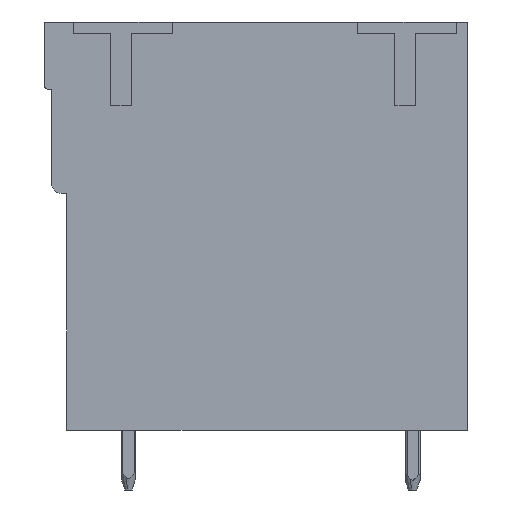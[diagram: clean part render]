
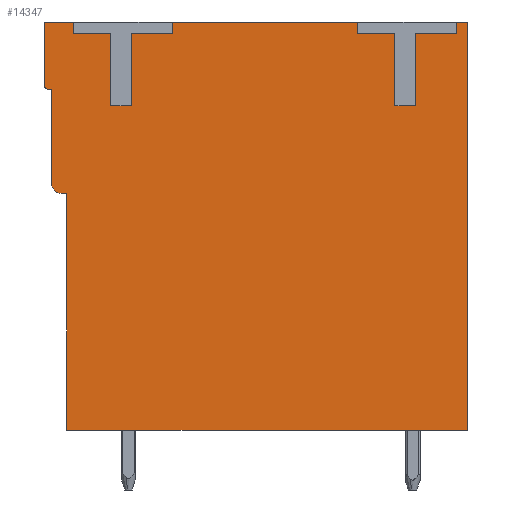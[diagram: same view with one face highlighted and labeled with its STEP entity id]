
A CAD part, left-side view. The second image highlights one B-rep face of the part: STEP entity #14347.
In plain terms, the highlighted planar face has unit normal (-1, 0, 0).
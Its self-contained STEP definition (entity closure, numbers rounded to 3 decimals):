
#13171=AXIS2_PLACEMENT_3D('Circle Axis2P3D',#13169,#13170,$) ;
#13243=AXIS2_PLACEMENT_3D('Circle Axis2P3D',#13241,#13242,$) ;
#14305=AXIS2_PLACEMENT_3D('Plane Axis2P3D',#14302,#14303,#14304) ;
#458=CARTESIAN_POINT('Vertex',(0.3,21.5,3.2)) ;
#461=CARTESIAN_POINT('Line Origine',(0.3,21.5,9.55)) ;
#465=CARTESIAN_POINT('Vertex',(0.3,21.5,15.9)) ;
#11931=CARTESIAN_POINT('Vertex',(0.3,5.9,25.1)) ;
#11934=CARTESIAN_POINT('Line Origine',(0.3,5.9,24.8)) ;
#11938=CARTESIAN_POINT('Vertex',(0.3,5.9,24.5)) ;
#11953=CARTESIAN_POINT('Line Origine',(0.3,4.9,24.5)) ;
#11957=CARTESIAN_POINT('Vertex',(0.3,3.9,24.5)) ;
#11972=CARTESIAN_POINT('Line Origine',(0.3,3.9,22.55)) ;
#11976=CARTESIAN_POINT('Vertex',(0.3,3.9,20.6)) ;
#11991=CARTESIAN_POINT('Line Origine',(0.3,3.35,20.6)) ;
#11995=CARTESIAN_POINT('Vertex',(0.3,2.8,20.6)) ;
#12010=CARTESIAN_POINT('Line Origine',(0.3,2.8,22.55)) ;
#12014=CARTESIAN_POINT('Vertex',(0.3,2.8,24.5)) ;
#12029=CARTESIAN_POINT('Line Origine',(0.3,1.7,24.5)) ;
#12033=CARTESIAN_POINT('Vertex',(0.3,0.6,24.5)) ;
#12048=CARTESIAN_POINT('Line Origine',(0.3,0.6,24.8)) ;
#12052=CARTESIAN_POINT('Vertex',(0.3,0.6,25.1)) ;
#12071=CARTESIAN_POINT('Vertex',(0.3,21.14,25.1)) ;
#12074=CARTESIAN_POINT('Line Origine',(0.3,21.14,24.8)) ;
#12078=CARTESIAN_POINT('Vertex',(0.3,21.14,24.5)) ;
#12093=CARTESIAN_POINT('Line Origine',(0.3,20.14,24.5)) ;
#12097=CARTESIAN_POINT('Vertex',(0.3,19.14,24.5)) ;
#12112=CARTESIAN_POINT('Line Origine',(0.3,19.14,22.55)) ;
#12116=CARTESIAN_POINT('Vertex',(0.3,19.14,20.6)) ;
#12131=CARTESIAN_POINT('Line Origine',(0.3,18.59,20.6)) ;
#12135=CARTESIAN_POINT('Vertex',(0.3,18.04,20.6)) ;
#12150=CARTESIAN_POINT('Line Origine',(0.3,18.04,22.55)) ;
#12154=CARTESIAN_POINT('Vertex',(0.3,18.04,24.5)) ;
#12169=CARTESIAN_POINT('Line Origine',(0.3,16.94,24.5)) ;
#12173=CARTESIAN_POINT('Vertex',(0.3,15.84,24.5)) ;
#12188=CARTESIAN_POINT('Line Origine',(0.3,15.84,24.8)) ;
#12192=CARTESIAN_POINT('Vertex',(0.3,15.84,25.1)) ;
#13145=CARTESIAN_POINT('Line Origine',(0.3,21.65,15.9)) ;
#13149=CARTESIAN_POINT('Vertex',(0.3,21.8,15.9)) ;
#13169=CARTESIAN_POINT('Axis2P3D Location',(0.3,21.8,16.4)) ;
#13173=CARTESIAN_POINT('Vertex',(0.3,22.3,16.4)) ;
#13193=CARTESIAN_POINT('Line Origine',(0.3,22.3,18.95)) ;
#13197=CARTESIAN_POINT('Vertex',(0.3,22.3,21.5)) ;
#13217=CARTESIAN_POINT('Line Origine',(0.3,22.4,21.5)) ;
#13221=CARTESIAN_POINT('Vertex',(0.3,22.5,21.5)) ;
#13241=CARTESIAN_POINT('Axis2P3D Location',(0.3,22.5,21.7)) ;
#13245=CARTESIAN_POINT('Vertex',(0.3,22.7,21.7)) ;
#13265=CARTESIAN_POINT('Line Origine',(0.3,22.7,23.4)) ;
#13269=CARTESIAN_POINT('Vertex',(0.3,22.7,25.1)) ;
#13289=CARTESIAN_POINT('Line Origine',(0.3,10.87,25.1)) ;
#13294=CARTESIAN_POINT('Line Origine',(0.3,0.3,25.1)) ;
#13298=CARTESIAN_POINT('Vertex',(0.3,0.,25.1)) ;
#13306=CARTESIAN_POINT('Line Origine',(0.3,21.92,25.1)) ;
#14302=CARTESIAN_POINT('Axis2P3D Location',(0.3,0.,0.)) ;
#14307=CARTESIAN_POINT('Line Origine',(0.3,10.75,3.2)) ;
#14311=CARTESIAN_POINT('Vertex',(0.3,0.,3.2)) ;
#14314=CARTESIAN_POINT('Line Origine',(0.3,0.,14.15)) ;
#462=DIRECTION('Vector Direction',(0.,0.,1.)) ;
#11935=DIRECTION('Vector Direction',(0.,0.,1.)) ;
#11954=DIRECTION('Vector Direction',(0.,1.,0.)) ;
#11973=DIRECTION('Vector Direction',(0.,0.,1.)) ;
#11992=DIRECTION('Vector Direction',(0.,1.,0.)) ;
#12011=DIRECTION('Vector Direction',(0.,0.,-1.)) ;
#12030=DIRECTION('Vector Direction',(0.,1.,0.)) ;
#12049=DIRECTION('Vector Direction',(0.,0.,-1.)) ;
#12075=DIRECTION('Vector Direction',(0.,0.,1.)) ;
#12094=DIRECTION('Vector Direction',(0.,1.,0.)) ;
#12113=DIRECTION('Vector Direction',(0.,0.,1.)) ;
#12132=DIRECTION('Vector Direction',(0.,1.,0.)) ;
#12151=DIRECTION('Vector Direction',(0.,0.,-1.)) ;
#12170=DIRECTION('Vector Direction',(0.,1.,0.)) ;
#12189=DIRECTION('Vector Direction',(0.,0.,-1.)) ;
#13146=DIRECTION('Vector Direction',(0.,1.,0.)) ;
#13170=DIRECTION('Axis2P3D Direction',(-1.,0.,0.)) ;
#13194=DIRECTION('Vector Direction',(0.,0.,1.)) ;
#13218=DIRECTION('Vector Direction',(0.,1.,0.)) ;
#13242=DIRECTION('Axis2P3D Direction',(-1.,0.,0.)) ;
#13266=DIRECTION('Vector Direction',(0.,0.,1.)) ;
#13290=DIRECTION('Vector Direction',(0.,-1.,0.)) ;
#13295=DIRECTION('Vector Direction',(0.,-1.,0.)) ;
#13307=DIRECTION('Vector Direction',(0.,-1.,0.)) ;
#14303=DIRECTION('Axis2P3D Direction',(-1.,0.,0.)) ;
#14304=DIRECTION('Axis2P3D XDirection',(0.,0.,1.)) ;
#14308=DIRECTION('Vector Direction',(0.,1.,0.)) ;
#14315=DIRECTION('Vector Direction',(0.,0.,-1.)) ;
#463=VECTOR('Line Direction',#462,1.) ;
#11936=VECTOR('Line Direction',#11935,1.) ;
#11955=VECTOR('Line Direction',#11954,1.) ;
#11974=VECTOR('Line Direction',#11973,1.) ;
#11993=VECTOR('Line Direction',#11992,1.) ;
#12012=VECTOR('Line Direction',#12011,1.) ;
#12031=VECTOR('Line Direction',#12030,1.) ;
#12050=VECTOR('Line Direction',#12049,1.) ;
#12076=VECTOR('Line Direction',#12075,1.) ;
#12095=VECTOR('Line Direction',#12094,1.) ;
#12114=VECTOR('Line Direction',#12113,1.) ;
#12133=VECTOR('Line Direction',#12132,1.) ;
#12152=VECTOR('Line Direction',#12151,1.) ;
#12171=VECTOR('Line Direction',#12170,1.) ;
#12190=VECTOR('Line Direction',#12189,1.) ;
#13147=VECTOR('Line Direction',#13146,1.) ;
#13195=VECTOR('Line Direction',#13194,1.) ;
#13219=VECTOR('Line Direction',#13218,1.) ;
#13267=VECTOR('Line Direction',#13266,1.) ;
#13291=VECTOR('Line Direction',#13290,1.) ;
#13296=VECTOR('Line Direction',#13295,1.) ;
#13308=VECTOR('Line Direction',#13307,1.) ;
#14309=VECTOR('Line Direction',#14308,1.) ;
#14316=VECTOR('Line Direction',#14315,1.) ;
#14320=ORIENTED_EDGE('',*,*,#13293,.T.) ;
#14321=ORIENTED_EDGE('',*,*,#12194,.F.) ;
#14322=ORIENTED_EDGE('',*,*,#12175,.F.) ;
#14323=ORIENTED_EDGE('',*,*,#12156,.F.) ;
#14324=ORIENTED_EDGE('',*,*,#12137,.F.) ;
#14325=ORIENTED_EDGE('',*,*,#12118,.F.) ;
#14326=ORIENTED_EDGE('',*,*,#12099,.F.) ;
#14327=ORIENTED_EDGE('',*,*,#12080,.F.) ;
#14328=ORIENTED_EDGE('',*,*,#13310,.T.) ;
#14329=ORIENTED_EDGE('',*,*,#13271,.T.) ;
#14330=ORIENTED_EDGE('',*,*,#13247,.T.) ;
#14331=ORIENTED_EDGE('',*,*,#13223,.T.) ;
#14332=ORIENTED_EDGE('',*,*,#13199,.T.) ;
#14333=ORIENTED_EDGE('',*,*,#13175,.T.) ;
#14334=ORIENTED_EDGE('',*,*,#13151,.T.) ;
#14335=ORIENTED_EDGE('',*,*,#467,.T.) ;
#14336=ORIENTED_EDGE('',*,*,#14313,.T.) ;
#14337=ORIENTED_EDGE('',*,*,#14318,.T.) ;
#14338=ORIENTED_EDGE('',*,*,#13300,.T.) ;
#14339=ORIENTED_EDGE('',*,*,#12054,.F.) ;
#14340=ORIENTED_EDGE('',*,*,#12035,.F.) ;
#14341=ORIENTED_EDGE('',*,*,#12016,.F.) ;
#14342=ORIENTED_EDGE('',*,*,#11997,.F.) ;
#14343=ORIENTED_EDGE('',*,*,#11978,.F.) ;
#14344=ORIENTED_EDGE('',*,*,#11959,.F.) ;
#14345=ORIENTED_EDGE('',*,*,#11940,.F.) ;
#14347=ADVANCED_FACE('HOUSING',(#14346),#14306,.T.) ;
#13172=CIRCLE('generated circle',#13171,0.5) ;
#13244=CIRCLE('generated circle',#13243,0.2) ;
#467=EDGE_CURVE('',#466,#459,#464,.F.) ;
#11940=EDGE_CURVE('',#11932,#11939,#11937,.F.) ;
#11959=EDGE_CURVE('',#11939,#11958,#11956,.F.) ;
#11978=EDGE_CURVE('',#11958,#11977,#11975,.F.) ;
#11997=EDGE_CURVE('',#11977,#11996,#11994,.F.) ;
#12016=EDGE_CURVE('',#11996,#12015,#12013,.F.) ;
#12035=EDGE_CURVE('',#12015,#12034,#12032,.F.) ;
#12054=EDGE_CURVE('',#12034,#12053,#12051,.F.) ;
#12080=EDGE_CURVE('',#12072,#12079,#12077,.F.) ;
#12099=EDGE_CURVE('',#12079,#12098,#12096,.F.) ;
#12118=EDGE_CURVE('',#12098,#12117,#12115,.F.) ;
#12137=EDGE_CURVE('',#12117,#12136,#12134,.F.) ;
#12156=EDGE_CURVE('',#12136,#12155,#12153,.F.) ;
#12175=EDGE_CURVE('',#12155,#12174,#12172,.F.) ;
#12194=EDGE_CURVE('',#12174,#12193,#12191,.F.) ;
#13151=EDGE_CURVE('',#13150,#466,#13148,.F.) ;
#13175=EDGE_CURVE('',#13174,#13150,#13172,.T.) ;
#13199=EDGE_CURVE('',#13198,#13174,#13196,.F.) ;
#13223=EDGE_CURVE('',#13222,#13198,#13220,.F.) ;
#13247=EDGE_CURVE('',#13246,#13222,#13244,.T.) ;
#13271=EDGE_CURVE('',#13270,#13246,#13268,.F.) ;
#13293=EDGE_CURVE('',#11932,#12193,#13292,.F.) ;
#13300=EDGE_CURVE('',#13299,#12053,#13297,.F.) ;
#13310=EDGE_CURVE('',#12072,#13270,#13309,.F.) ;
#14313=EDGE_CURVE('',#459,#14312,#14310,.F.) ;
#14318=EDGE_CURVE('',#14312,#13299,#14317,.F.) ;
#14319=EDGE_LOOP('',(#14320,#14321,#14322,#14323,#14324,#14325,#14326,#14327,#14328,#14329,#14330,#14331,#14332,#14333,#14334,#14335,#14336,#14337,#14338,#14339,#14340,#14341,#14342,#14343,#14344,#14345)) ;
#14346=FACE_OUTER_BOUND('',#14319,.T.) ;
#464=LINE('Line',#461,#463) ;
#11937=LINE('Line',#11934,#11936) ;
#11956=LINE('Line',#11953,#11955) ;
#11975=LINE('Line',#11972,#11974) ;
#11994=LINE('Line',#11991,#11993) ;
#12013=LINE('Line',#12010,#12012) ;
#12032=LINE('Line',#12029,#12031) ;
#12051=LINE('Line',#12048,#12050) ;
#12077=LINE('Line',#12074,#12076) ;
#12096=LINE('Line',#12093,#12095) ;
#12115=LINE('Line',#12112,#12114) ;
#12134=LINE('Line',#12131,#12133) ;
#12153=LINE('Line',#12150,#12152) ;
#12172=LINE('Line',#12169,#12171) ;
#12191=LINE('Line',#12188,#12190) ;
#13148=LINE('Line',#13145,#13147) ;
#13196=LINE('Line',#13193,#13195) ;
#13220=LINE('Line',#13217,#13219) ;
#13268=LINE('Line',#13265,#13267) ;
#13292=LINE('Line',#13289,#13291) ;
#13297=LINE('Line',#13294,#13296) ;
#13309=LINE('Line',#13306,#13308) ;
#14310=LINE('Line',#14307,#14309) ;
#14317=LINE('Line',#14314,#14316) ;
#14306=PLANE('',#14305) ;
#459=VERTEX_POINT('',#458) ;
#466=VERTEX_POINT('',#465) ;
#11932=VERTEX_POINT('',#11931) ;
#11939=VERTEX_POINT('',#11938) ;
#11958=VERTEX_POINT('',#11957) ;
#11977=VERTEX_POINT('',#11976) ;
#11996=VERTEX_POINT('',#11995) ;
#12015=VERTEX_POINT('',#12014) ;
#12034=VERTEX_POINT('',#12033) ;
#12053=VERTEX_POINT('',#12052) ;
#12072=VERTEX_POINT('',#12071) ;
#12079=VERTEX_POINT('',#12078) ;
#12098=VERTEX_POINT('',#12097) ;
#12117=VERTEX_POINT('',#12116) ;
#12136=VERTEX_POINT('',#12135) ;
#12155=VERTEX_POINT('',#12154) ;
#12174=VERTEX_POINT('',#12173) ;
#12193=VERTEX_POINT('',#12192) ;
#13150=VERTEX_POINT('',#13149) ;
#13174=VERTEX_POINT('',#13173) ;
#13198=VERTEX_POINT('',#13197) ;
#13222=VERTEX_POINT('',#13221) ;
#13246=VERTEX_POINT('',#13245) ;
#13270=VERTEX_POINT('',#13269) ;
#13299=VERTEX_POINT('',#13298) ;
#14312=VERTEX_POINT('',#14311) ;
